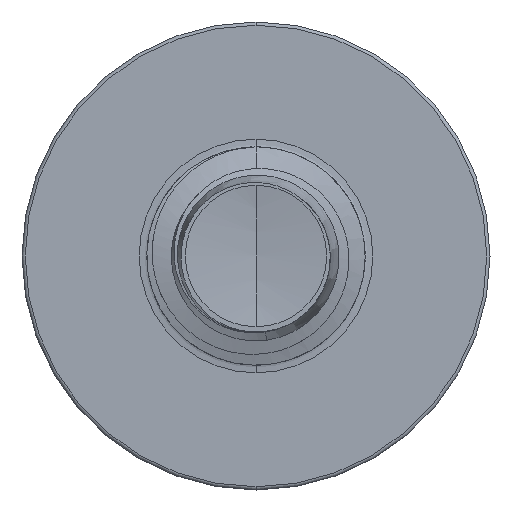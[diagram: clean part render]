
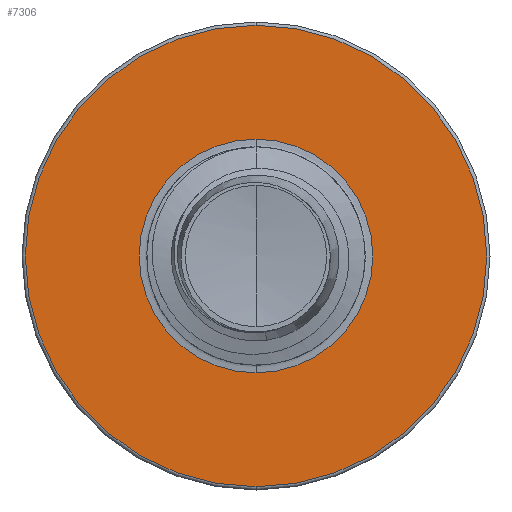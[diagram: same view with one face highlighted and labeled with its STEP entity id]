
A CAD part, front view. The second image highlights one B-rep face of the part: STEP entity #7306.
In plain terms, the highlighted planar face has unit normal (0, -1, 0).
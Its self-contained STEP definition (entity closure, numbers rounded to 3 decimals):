
#9 = AXIS2_PLACEMENT_3D ( 'NONE', #7199, #10385, #10091 ) ;
#154 = DIRECTION ( 'NONE',  ( 0., 0., 1. ) ) ;
#178 = DIRECTION ( 'NONE',  ( 0., 1., 0. ) ) ;
#188 = CARTESIAN_POINT ( 'NONE',  ( 0., 4.5, 0. ) ) ;
#317 = ORIENTED_EDGE ( 'NONE', *, *, #15657, .T. ) ;
#950 = AXIS2_PLACEMENT_3D ( 'NONE', #12081, #12058, #12031 ) ;
#1613 = DIRECTION ( 'NONE',  ( 0., 1., 0. ) ) ;
#1701 = EDGE_LOOP ( 'NONE', ( #13454, #14918 ) ) ;
#3144 = CIRCLE ( 'NONE', #12685, 1.872 ) ;
#3380 = PLANE ( 'NONE',  #7807 ) ;
#4259 = EDGE_CURVE ( 'NONE', #14415, #5129, #8405, .T. ) ;
#4452 = EDGE_CURVE ( 'NONE', #11986, #13645, #15365, .T. ) ;
#4609 = CARTESIAN_POINT ( 'NONE',  ( 0., 4.5, 1.872 ) ) ;
#4636 = CARTESIAN_POINT ( 'NONE',  ( 0., 4.5, -1.872 ) ) ;
#5129 = VERTEX_POINT ( 'NONE', #4609 ) ;
#5404 = AXIS2_PLACEMENT_3D ( 'NONE', #12518, #12506, #12499 ) ;
#5900 = FACE_BOUND ( 'NONE', #9337, .T. ) ;
#6148 = ORIENTED_EDGE ( 'NONE', *, *, #4259, .T. ) ;
#7199 = CARTESIAN_POINT ( 'NONE',  ( 0., 4.5, 0. ) ) ;
#7306 = ADVANCED_FACE ( 'NONE', ( #14985, #5900 ), #3380, .F. ) ;
#7807 = AXIS2_PLACEMENT_3D ( 'NONE', #11067, #1613, #11337 ) ;
#8166 = EDGE_CURVE ( 'NONE', #13645, #11986, #11719, .T. ) ;
#8405 = CIRCLE ( 'NONE', #950, 1.872 ) ;
#9337 = EDGE_LOOP ( 'NONE', ( #317, #6148 ) ) ;
#10091 = DIRECTION ( 'NONE',  ( 0., 0., 1. ) ) ;
#10141 = CARTESIAN_POINT ( 'NONE',  ( 0., 4.5, 3.698 ) ) ;
#10385 = DIRECTION ( 'NONE',  ( 0., 1., 0. ) ) ;
#11067 = CARTESIAN_POINT ( 'NONE',  ( 0., 4.5, -1.872 ) ) ;
#11337 = DIRECTION ( 'NONE',  ( 0., 0., 1. ) ) ;
#11719 = CIRCLE ( 'NONE', #9, 3.698 ) ;
#11986 = VERTEX_POINT ( 'NONE', #10141 ) ;
#12031 = DIRECTION ( 'NONE',  ( 0., 0., 1. ) ) ;
#12058 = DIRECTION ( 'NONE',  ( 0., 1., 0. ) ) ;
#12081 = CARTESIAN_POINT ( 'NONE',  ( 0., 4.5, 0. ) ) ;
#12499 = DIRECTION ( 'NONE',  ( 0., 0., 1. ) ) ;
#12506 = DIRECTION ( 'NONE',  ( 0., 1., 0. ) ) ;
#12518 = CARTESIAN_POINT ( 'NONE',  ( 0., 4.5, 0. ) ) ;
#12685 = AXIS2_PLACEMENT_3D ( 'NONE', #188, #178, #154 ) ;
#13454 = ORIENTED_EDGE ( 'NONE', *, *, #4452, .F. ) ;
#13645 = VERTEX_POINT ( 'NONE', #14164 ) ;
#14164 = CARTESIAN_POINT ( 'NONE',  ( 0., 4.5, -3.697 ) ) ;
#14415 = VERTEX_POINT ( 'NONE', #4636 ) ;
#14918 = ORIENTED_EDGE ( 'NONE', *, *, #8166, .F. ) ;
#14985 = FACE_OUTER_BOUND ( 'NONE', #1701, .T. ) ;
#15365 = CIRCLE ( 'NONE', #5404, 3.698 ) ;
#15657 = EDGE_CURVE ( 'NONE', #5129, #14415, #3144, .T. ) ;
